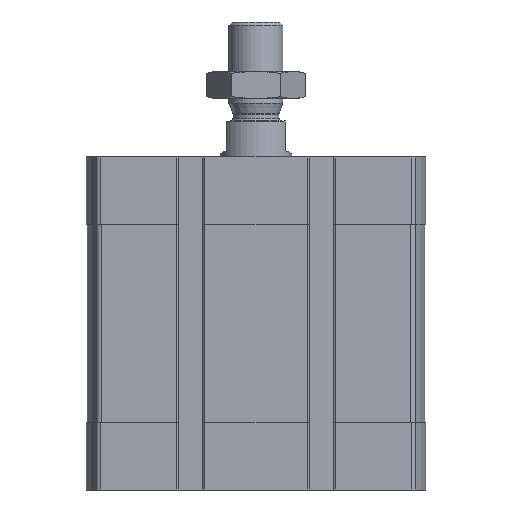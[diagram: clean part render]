
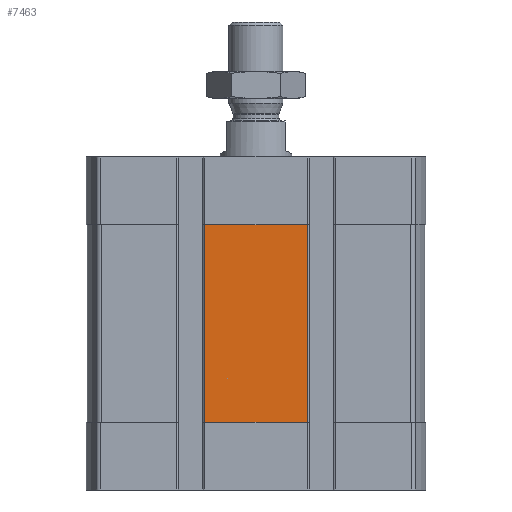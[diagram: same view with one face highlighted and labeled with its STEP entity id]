
A CAD part, left-side view. The second image highlights one B-rep face of the part: STEP entity #7463.
In plain terms, the highlighted planar face has unit normal (-1, 0, 0).
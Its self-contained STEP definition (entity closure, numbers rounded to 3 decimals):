
#104=PLANE('',#8202);
#795=LINE('',#12396,#1397);
#796=LINE('',#12399,#1398);
#797=LINE('',#12401,#1399);
#798=LINE('',#12403,#1400);
#1397=VECTOR('',#9884,1000.);
#1398=VECTOR('',#9885,1000.);
#1399=VECTOR('',#9886,1000.);
#1400=VECTOR('',#9887,1000.);
#2701=ORIENTED_EDGE('',*,*,#4505,.F.);
#2702=ORIENTED_EDGE('',*,*,#4506,.F.);
#2703=ORIENTED_EDGE('',*,*,#4507,.T.);
#2704=ORIENTED_EDGE('',*,*,#4508,.T.);
#4505=EDGE_CURVE('',#5431,#5432,#795,.T.);
#4506=EDGE_CURVE('',#5433,#5431,#796,.T.);
#4507=EDGE_CURVE('',#5433,#5434,#797,.T.);
#4508=EDGE_CURVE('',#5434,#5432,#798,.T.);
#5431=VERTEX_POINT('',#12397);
#5432=VERTEX_POINT('',#12398);
#5433=VERTEX_POINT('',#12400);
#5434=VERTEX_POINT('',#12402);
#6241=EDGE_LOOP('',(#2701,#2702,#2703,#2704));
#6773=FACE_BOUND('',#6241,.T.);
#7463=ADVANCED_FACE('',(#6773),#104,.T.);
#8202=AXIS2_PLACEMENT_3D('',#12395,#9882,#9883);
#9882=DIRECTION('',(-1.,0.,0.));
#9883=DIRECTION('',(0.,0.,1.));
#9884=DIRECTION('',(0.,-1.,0.));
#9885=DIRECTION('',(0.,0.,1.));
#9886=DIRECTION('',(0.,-1.,0.));
#9887=DIRECTION('',(0.,0.,1.));
#12395=CARTESIAN_POINT('',(-37.5,11.4,-59.));
#12396=CARTESIAN_POINT('',(-37.5,11.4,-15.));
#12397=CARTESIAN_POINT('',(-37.5,11.4,-15.));
#12398=CARTESIAN_POINT('',(-37.5,-11.4,-15.));
#12399=CARTESIAN_POINT('',(-37.5,11.4,-59.));
#12400=CARTESIAN_POINT('',(-37.5,11.4,-59.));
#12401=CARTESIAN_POINT('',(-37.5,11.4,-59.));
#12402=CARTESIAN_POINT('',(-37.5,-11.4,-59.));
#12403=CARTESIAN_POINT('',(-37.5,-11.4,-59.));
